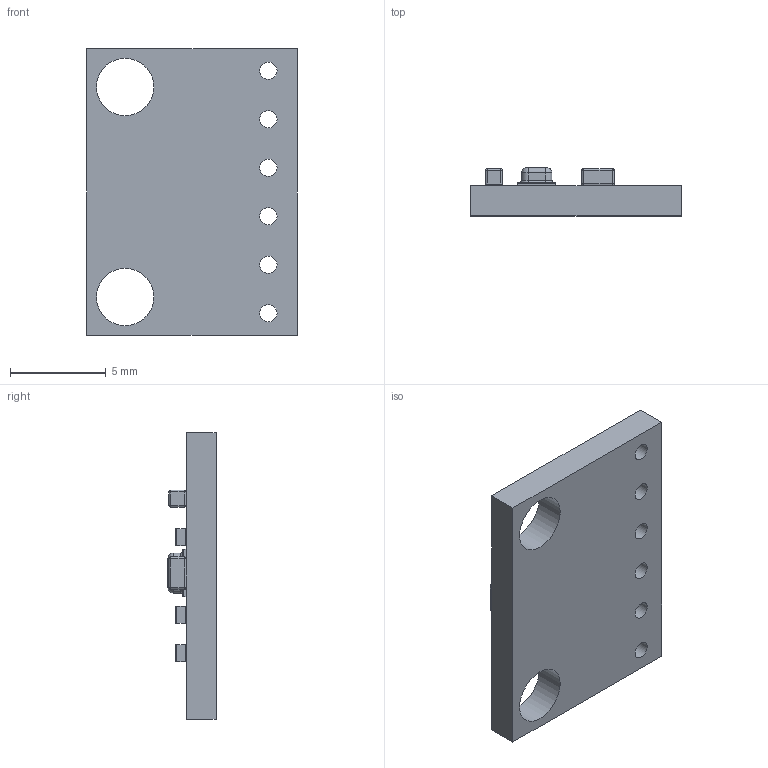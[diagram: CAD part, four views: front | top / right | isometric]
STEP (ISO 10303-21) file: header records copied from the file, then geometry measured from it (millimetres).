
FILE_DESCRIPTION(/* description */ (''),/* implementation_level */ '2;1');
FILE_NAME(/* name */ '5eff5a65232bca14783985ed',/* time_stamp */ '2020-07-03T16:18:46+00:00',/* author */ (''),/* organization */ (''),/* preprocessor_version */ 'ST-DEVELOPER v16.7',/* originating_system */ $,/* authorisation */ $);
FILE_SCHEMA (('AUTOMOTIVE_DESIGN {1 0 10303 214 3 1 1}'));
Length unit declared in the file: metre
Products named in the file (8): bmp280_module_Shrinkwrap
Bounding box: 11 x 2.52 x 15 mm (x, y, z)
Volume: 238.6 mm3; surface area: 495.8 mm2
Topology: 8 solids, 8 shells, 459 faces, 1168 edges, 739 vertices
Faces by surface type: plane 275, cylinder 90, bspline 64, sphere 18, torus 12
Full cylindrical faces by diameter (mm): 0.2 x1, 0.3 x1, 0.414 x1, 0.504 x1, 0.9 x6, 3 x2
Entity records: 18206 total; most frequent: CARTESIAN_POINT 6709, ORIENTED_EDGE 2272, DIRECTION 1994, EDGE_CURVE 1136, LINE 796, VECTOR 796, VERTEX_POINT 736, AXIS2_PLACEMENT_3D 599
